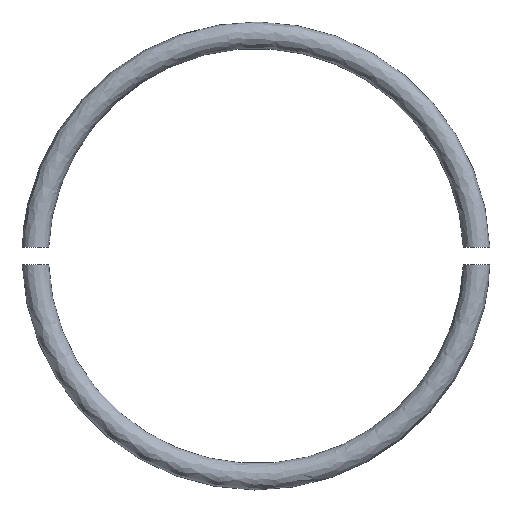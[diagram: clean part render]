
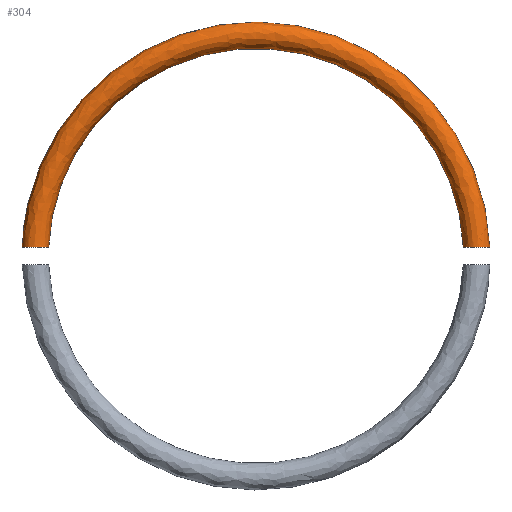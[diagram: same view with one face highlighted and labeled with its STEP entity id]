
A CAD part, top view. The second image highlights one B-rep face of the part: STEP entity #304.
In plain terms, the highlighted free-form (B-spline) face has degree [5, 5] with [9, 6] control points.
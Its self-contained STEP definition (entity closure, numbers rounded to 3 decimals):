
#139=CARTESIAN_POINT('Control Point',(46.957,2.,0.)) ;
#140=CARTESIAN_POINT('Control Point',(46.275,18.023,0.)) ;
#141=CARTESIAN_POINT('Control Point',(38.76,33.743,0.)) ;
#142=CARTESIAN_POINT('Control Point',(24.617,45.119,0.)) ;
#143=CARTESIAN_POINT('Control Point',(-5.852,52.21,0.)) ;
#144=CARTESIAN_POINT('Control Point',(-32.497,37.615,0.)) ;
#145=CARTESIAN_POINT('Control Point',(-41.564,27.259,0.)) ;
#146=CARTESIAN_POINT('Control Point',(-46.416,14.724,0.)) ;
#147=CARTESIAN_POINT('Control Point',(-46.957,2.,0.)) ;
#148=CARTESIAN_POINT('Vertex',(46.957,2.,0.)) ;
#150=CARTESIAN_POINT('Vertex',(-46.957,2.,0.)) ;
#169=CARTESIAN_POINT('Vertex',(-52.962,2.,0.)) ;
#173=CARTESIAN_POINT('Control Point',(52.962,2.,0.)) ;
#174=CARTESIAN_POINT('Control Point',(52.278,20.124,0.)) ;
#175=CARTESIAN_POINT('Control Point',(43.843,37.942,0.)) ;
#176=CARTESIAN_POINT('Control Point',(27.867,50.853,0.)) ;
#177=CARTESIAN_POINT('Control Point',(-6.606,58.913,0.)) ;
#178=CARTESIAN_POINT('Control Point',(-36.74,42.365,0.)) ;
#179=CARTESIAN_POINT('Control Point',(-46.98,30.614,0.)) ;
#180=CARTESIAN_POINT('Control Point',(-52.418,16.402,0.)) ;
#181=CARTESIAN_POINT('Control Point',(-52.962,2.,0.)) ;
#182=CARTESIAN_POINT('Vertex',(52.962,2.,0.)) ;
#210=CARTESIAN_POINT('Control Point',(47.,0.,0.)) ;
#211=CARTESIAN_POINT('Control Point',(47.,0.,12.)) ;
#212=CARTESIAN_POINT('Control Point',(59.,0.,6.)) ;
#213=CARTESIAN_POINT('Control Point',(59.,0.,-6.)) ;
#214=CARTESIAN_POINT('Control Point',(47.,0.,-12.)) ;
#215=CARTESIAN_POINT('Control Point',(47.,0.,0.)) ;
#216=CARTESIAN_POINT('Control Point',(47.,16.439,0.)) ;
#217=CARTESIAN_POINT('Control Point',(47.,16.439,12.)) ;
#218=CARTESIAN_POINT('Control Point',(59.,20.636,6.)) ;
#219=CARTESIAN_POINT('Control Point',(59.,20.636,-6.)) ;
#220=CARTESIAN_POINT('Control Point',(47.,16.439,-12.)) ;
#221=CARTESIAN_POINT('Control Point',(47.,16.439,0.)) ;
#222=CARTESIAN_POINT('Control Point',(39.813,32.878,0.)) ;
#223=CARTESIAN_POINT('Control Point',(39.813,32.878,12.)) ;
#224=CARTESIAN_POINT('Control Point',(49.978,41.272,6.)) ;
#225=CARTESIAN_POINT('Control Point',(49.978,41.272,-6.)) ;
#226=CARTESIAN_POINT('Control Point',(39.813,32.878,-12.)) ;
#227=CARTESIAN_POINT('Control Point',(39.813,32.878,0.)) ;
#228=CARTESIAN_POINT('Control Point',(25.465,44.917,0.)) ;
#229=CARTESIAN_POINT('Control Point',(25.465,44.917,12.)) ;
#230=CARTESIAN_POINT('Control Point',(31.966,56.385,6.)) ;
#231=CARTESIAN_POINT('Control Point',(31.966,56.385,-6.)) ;
#232=CARTESIAN_POINT('Control Point',(25.465,44.917,-12.)) ;
#233=CARTESIAN_POINT('Control Point',(25.465,44.917,0.)) ;
#234=CARTESIAN_POINT('Control Point',(-5.906,52.515,0.)) ;
#235=CARTESIAN_POINT('Control Point',(-5.906,52.515,12.)) ;
#236=CARTESIAN_POINT('Control Point',(-7.414,65.923,6.)) ;
#237=CARTESIAN_POINT('Control Point',(-7.414,65.923,-6.)) ;
#238=CARTESIAN_POINT('Control Point',(-5.906,52.515,-12.)) ;
#239=CARTESIAN_POINT('Control Point',(-5.906,52.515,0.)) ;
#240=CARTESIAN_POINT('Control Point',(-33.237,37.205,0.)) ;
#241=CARTESIAN_POINT('Control Point',(-33.237,37.205,12.)) ;
#242=CARTESIAN_POINT('Control Point',(-41.723,46.704,6.)) ;
#243=CARTESIAN_POINT('Control Point',(-41.723,46.704,-6.)) ;
#244=CARTESIAN_POINT('Control Point',(-33.237,37.205,-12.)) ;
#245=CARTESIAN_POINT('Control Point',(-33.237,37.205,0.)) ;
#246=CARTESIAN_POINT('Control Point',(-42.411,26.272,0.)) ;
#247=CARTESIAN_POINT('Control Point',(-42.411,26.272,12.)) ;
#248=CARTESIAN_POINT('Control Point',(-53.239,32.979,6.)) ;
#249=CARTESIAN_POINT('Control Point',(-53.239,32.979,-6.)) ;
#250=CARTESIAN_POINT('Control Point',(-42.411,26.272,-12.)) ;
#251=CARTESIAN_POINT('Control Point',(-42.411,26.272,0.)) ;
#252=CARTESIAN_POINT('Control Point',(-47.,13.136,0.)) ;
#253=CARTESIAN_POINT('Control Point',(-47.,13.136,12.)) ;
#254=CARTESIAN_POINT('Control Point',(-59.,16.49,6.)) ;
#255=CARTESIAN_POINT('Control Point',(-59.,16.49,-6.)) ;
#256=CARTESIAN_POINT('Control Point',(-47.,13.136,-12.)) ;
#257=CARTESIAN_POINT('Control Point',(-47.,13.136,0.)) ;
#258=CARTESIAN_POINT('Control Point',(-47.,0.,0.)) ;
#259=CARTESIAN_POINT('Control Point',(-47.,0.,12.)) ;
#260=CARTESIAN_POINT('Control Point',(-59.,0.,6.)) ;
#261=CARTESIAN_POINT('Control Point',(-59.,0.,-6.)) ;
#262=CARTESIAN_POINT('Control Point',(-47.,0.,-12.)) ;
#263=CARTESIAN_POINT('Control Point',(-47.,0.,0.)) ;
#265=CARTESIAN_POINT('Control Point',(-46.957,2.,0.)) ;
#266=CARTESIAN_POINT('Control Point',(-46.957,2.,0.464)) ;
#267=CARTESIAN_POINT('Control Point',(-47.047,2.,0.959)) ;
#268=CARTESIAN_POINT('Control Point',(-47.251,2.,1.464)) ;
#269=CARTESIAN_POINT('Control Point',(-47.78,2.,2.194)) ;
#270=CARTESIAN_POINT('Control Point',(-48.579,2.,2.697)) ;
#271=CARTESIAN_POINT('Control Point',(-48.902,2.,2.841)) ;
#272=CARTESIAN_POINT('Control Point',(-49.574,2.,3.027)) ;
#273=CARTESIAN_POINT('Control Point',(-50.291,2.,3.012)) ;
#274=CARTESIAN_POINT('Control Point',(-50.639,2.,2.954)) ;
#275=CARTESIAN_POINT('Control Point',(-51.599,2.,2.644)) ;
#276=CARTESIAN_POINT('Control Point',(-52.394,2.,1.944)) ;
#277=CARTESIAN_POINT('Control Point',(-52.773,2.,1.346)) ;
#278=CARTESIAN_POINT('Control Point',(-52.962,2.,0.673)) ;
#279=CARTESIAN_POINT('Control Point',(-52.962,2.,0.)) ;
#282=CARTESIAN_POINT('Control Point',(46.957,2.,0.)) ;
#283=CARTESIAN_POINT('Control Point',(46.957,2.,0.464)) ;
#284=CARTESIAN_POINT('Control Point',(47.047,2.,0.959)) ;
#285=CARTESIAN_POINT('Control Point',(47.251,2.,1.464)) ;
#286=CARTESIAN_POINT('Control Point',(47.78,2.,2.194)) ;
#287=CARTESIAN_POINT('Control Point',(48.579,2.,2.697)) ;
#288=CARTESIAN_POINT('Control Point',(48.902,2.,2.841)) ;
#289=CARTESIAN_POINT('Control Point',(49.574,2.,3.027)) ;
#290=CARTESIAN_POINT('Control Point',(50.291,2.,3.012)) ;
#291=CARTESIAN_POINT('Control Point',(50.639,2.,2.954)) ;
#292=CARTESIAN_POINT('Control Point',(51.599,2.,2.644)) ;
#293=CARTESIAN_POINT('Control Point',(52.394,2.,1.944)) ;
#294=CARTESIAN_POINT('Control Point',(52.773,2.,1.346)) ;
#295=CARTESIAN_POINT('Control Point',(52.962,2.,0.673)) ;
#296=CARTESIAN_POINT('Control Point',(52.962,2.,0.)) ;
#299=ORIENTED_EDGE('',*,*,#184,.T.) ;
#300=ORIENTED_EDGE('',*,*,#280,.F.) ;
#301=ORIENTED_EDGE('',*,*,#152,.F.) ;
#302=ORIENTED_EDGE('',*,*,#297,.T.) ;
#304=ADVANCED_FACE('PartBody',(#303),#209,.F.) ;
#264=B_SPLINE_CURVE_WITH_KNOTS('',5,(#265,#266,#267,#268,#269,#270,#271,#272,#273,#274,#275,#276,#277,#278,#279),.UNSPECIFIED.,.F.,.U.,(6,3,3,3,6),(0.,4.316,6.8,9.128,13.406),.UNSPECIFIED.) ;
#281=B_SPLINE_CURVE_WITH_KNOTS('',5,(#282,#283,#284,#285,#286,#287,#288,#289,#290,#291,#292,#293,#294,#295,#296),.UNSPECIFIED.,.F.,.U.,(6,3,3,3,6),(0.,4.316,6.8,9.128,13.406),.UNSPECIFIED.) ;
#152=EDGE_CURVE('',#149,#151,#138,.T.) ;
#184=EDGE_CURVE('',#183,#170,#172,.T.) ;
#280=EDGE_CURVE('',#151,#170,#264,.T.) ;
#297=EDGE_CURVE('',#149,#183,#281,.T.) ;
#298=EDGE_LOOP('',(#299,#300,#301,#302)) ;
#303=FACE_OUTER_BOUND('',#298,.T.) ;
#149=VERTEX_POINT('',#148) ;
#151=VERTEX_POINT('',#150) ;
#170=VERTEX_POINT('',#169) ;
#183=VERTEX_POINT('',#182) ;
#138=(BOUNDED_CURVE()B_SPLINE_CURVE(5,(#139,#140,#141,#142,#143,#144,#145,#146,#147),.UNSPECIFIED.,.F.,.U.)B_SPLINE_CURVE_WITH_KNOTS((6,3,6),(2.128,87.44,155.184),.UNSPECIFIED.)CURVE()GEOMETRIC_REPRESENTATION_ITEM()RATIONAL_B_SPLINE_CURVE((1.,1.,1.,1.,1.,1.,1.,1.,1.))REPRESENTATION_ITEM('')) ;
#172=(BOUNDED_CURVE()B_SPLINE_CURVE(5,(#173,#174,#175,#176,#177,#178,#179,#180,#181),.UNSPECIFIED.,.F.,.U.)B_SPLINE_CURVE_WITH_KNOTS((6,3,6),(1.887,87.44,155.425),.UNSPECIFIED.)CURVE()GEOMETRIC_REPRESENTATION_ITEM()RATIONAL_B_SPLINE_CURVE((0.25,0.25,0.25,0.25,0.25,0.25,0.25,0.25,0.25))REPRESENTATION_ITEM('')) ;
#209=(BOUNDED_SURFACE()B_SPLINE_SURFACE(5,5,((#210,#211,#212,#213,#214,#215),(#216,#217,#218,#219,#220,#221),(#222,#223,#224,#225,#226,#227),(#228,#229,#230,#231,#232,#233),(#234,#235,#236,#237,#238,#239),(#240,#241,#242,#243,#244,#245),(#246,#247,#248,#249,#250,#251),(#252,#253,#254,#255,#256,#257),(#258,#259,#260,#261,#262,#263)),.UNSPECIFIED.,.F.,.F.,.U.)B_SPLINE_SURFACE_WITH_KNOTS((6,3,6),(6,6),(0.,87.44,157.312),(0.,18.85),.UNSPECIFIED.)GEOMETRIC_REPRESENTATION_ITEM()RATIONAL_B_SPLINE_SURFACE(((1.,0.2,0.2,0.2,0.2,1.),(1.,0.2,0.2,0.2,0.2,1.),(1.,0.2,0.2,0.2,0.2,1.),(1.,0.2,0.2,0.2,0.2,1.),(1.,0.2,0.2,0.2,0.2,1.),(1.,0.2,0.2,0.2,0.2,1.),(1.,0.2,0.2,0.2,0.2,1.),(1.,0.2,0.2,0.2,0.2,1.),(1.,0.2,0.2,0.2,0.2,1.)))REPRESENTATION_ITEM('Rational BSpline Surface')SURFACE()) ;
